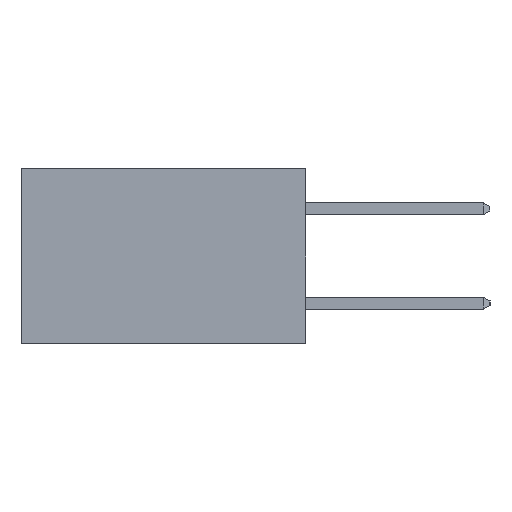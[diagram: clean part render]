
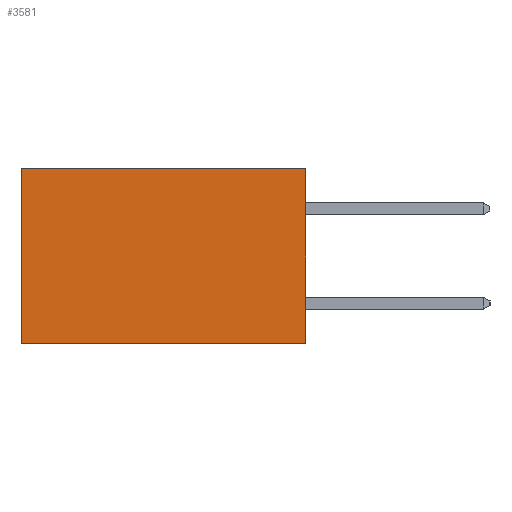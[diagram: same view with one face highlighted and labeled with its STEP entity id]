
A CAD part, left-side view. The second image highlights one B-rep face of the part: STEP entity #3581.
In plain terms, the highlighted planar face has unit normal (-1, 0, 0).
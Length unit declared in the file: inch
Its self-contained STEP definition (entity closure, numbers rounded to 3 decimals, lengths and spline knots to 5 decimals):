
#97 = CARTESIAN_POINT ( 'NONE',  ( 0.2615, 0.6, -0.37 ) ) ;
#220 = VERTEX_POINT ( 'NONE', #5995 ) ;
#1399 = EDGE_CURVE ( 'NONE', #11634, #3037, #4814, .T. ) ;
#2303 = VERTEX_POINT ( 'NONE', #10803 ) ;
#3037 = VERTEX_POINT ( 'NONE', #97 ) ;
#3377 = VECTOR ( 'NONE', #11391, 39.37008 ) ;
#3581 = ADVANCED_FACE ( 'NONE', ( #11063 ), #7982, .F. ) ;
#3584 = VECTOR ( 'NONE', #7132, 39.37008 ) ;
#3902 = ORIENTED_EDGE ( 'NONE', *, *, #1399, .T. ) ;
#3970 = ORIENTED_EDGE ( 'NONE', *, *, #5438, .T. ) ;
#4155 = CARTESIAN_POINT ( 'NONE',  ( 0.2615, 0.6, -0.37 ) ) ;
#4518 = CARTESIAN_POINT ( 'NONE',  ( 0.2615, 0.6, 0. ) ) ;
#4814 = LINE ( 'NONE', #4155, #9066 ) ;
#5139 = ORIENTED_EDGE ( 'NONE', *, *, #10144, .F. ) ;
#5206 = CARTESIAN_POINT ( 'NONE',  ( 0.2615, 0., -0.37 ) ) ;
#5438 = EDGE_CURVE ( 'NONE', #220, #11634, #11943, .T. ) ;
#5995 = CARTESIAN_POINT ( 'NONE',  ( 0.2615, 0., 0. ) ) ;
#6771 = DIRECTION ( 'NONE',  ( 0., 0., -1. ) ) ;
#7132 = DIRECTION ( 'NONE',  ( 0., 0., -1. ) ) ;
#7982 = PLANE ( 'NONE',  #9564 ) ;
#7987 = CARTESIAN_POINT ( 'NONE',  ( 0.2615, 0., -0.37 ) ) ;
#8276 = ORIENTED_EDGE ( 'NONE', *, *, #12067, .F. ) ;
#8812 = LINE ( 'NONE', #11668, #3377 ) ;
#8917 = VECTOR ( 'NONE', #9711, 39.37008 ) ;
#9066 = VECTOR ( 'NONE', #6771, 39.37008 ) ;
#9167 = DIRECTION ( 'NONE',  ( 1., 0., 0. ) ) ;
#9180 = DIRECTION ( 'NONE',  ( 0., 0., -1. ) ) ;
#9564 = AXIS2_PLACEMENT_3D ( 'NONE', #7987, #9167, #9180 ) ;
#9643 = EDGE_LOOP ( 'NONE', ( #3902, #5139, #8276, #3970 ) ) ;
#9711 = DIRECTION ( 'NONE',  ( 0., 1., 0. ) ) ;
#9810 = CARTESIAN_POINT ( 'NONE',  ( 0.2615, 0., 0. ) ) ;
#10144 = EDGE_CURVE ( 'NONE', #2303, #3037, #8812, .T. ) ;
#10803 = CARTESIAN_POINT ( 'NONE',  ( 0.2615, 0., -0.37 ) ) ;
#10944 = LINE ( 'NONE', #5206, #3584 ) ;
#11063 = FACE_OUTER_BOUND ( 'NONE', #9643, .T. ) ;
#11391 = DIRECTION ( 'NONE',  ( 0., 1., 0. ) ) ;
#11634 = VERTEX_POINT ( 'NONE', #4518 ) ;
#11668 = CARTESIAN_POINT ( 'NONE',  ( 0.2615, 0., -0.37 ) ) ;
#11943 = LINE ( 'NONE', #9810, #8917 ) ;
#12067 = EDGE_CURVE ( 'NONE', #220, #2303, #10944, .T. ) ;
